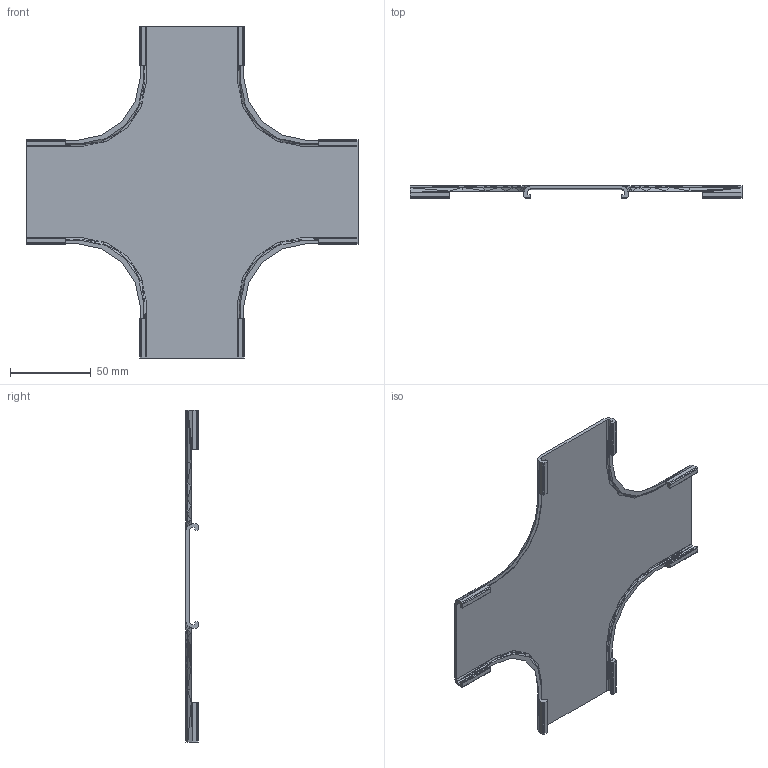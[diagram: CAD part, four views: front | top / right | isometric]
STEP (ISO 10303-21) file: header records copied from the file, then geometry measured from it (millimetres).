
FILE_DESCRIPTION(('FreeCAD Model'),'2;1');
FILE_NAME('Open CASCADE Shape Model','2022-12-06T13:51:12',('Author'),( ''),'Open CASCADE STEP processor 7.6','FreeCAD','Unknown');
FILE_SCHEMA(('AUTOMOTIVE_DESIGN { 1 0 10303 214 1 1 1 1 }'));
Length unit declared in the file: millimetre
Products named in the file (1): DS_060_38143________________________________________60mm_horizontal_
cross_cover001001 (Solid)
Bounding box: 205.02 x 7.44 x 205.02 mm (x, y, z)
Volume: 49402.7 mm3; surface area: 50952.4 mm2
Topology: 1 solids, 1 shells, 378 faces, 792 edges, 416 vertices
Faces by surface type: plane 378
Entity records: 19726 total; most frequent: CARTESIAN_POINT 3171, DIRECTION 3134, LINE 2376, VECTOR 2376, ORIENTED_EDGE 1584, PCURVE 1584, DEFINITIONAL_REPRESENTATION 1584, EDGE_CURVE 792
